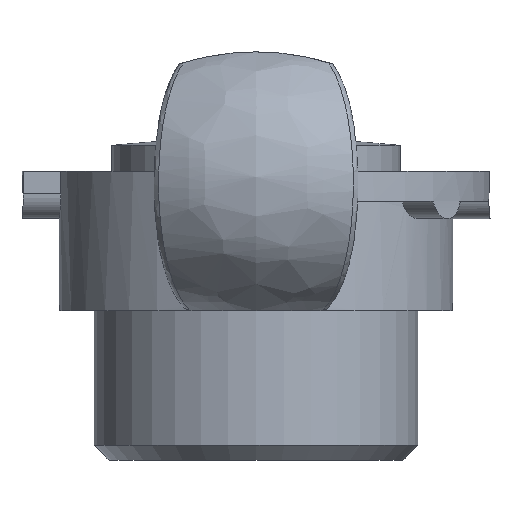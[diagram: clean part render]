
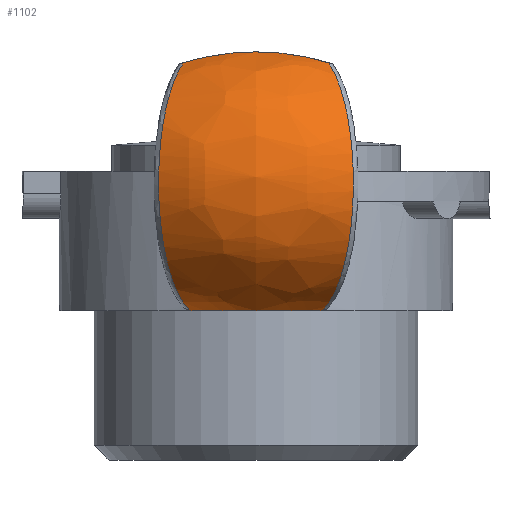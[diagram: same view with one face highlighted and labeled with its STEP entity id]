
A CAD part, left-side view. The second image highlights one B-rep face of the part: STEP entity #1102.
In plain terms, the highlighted free-form (B-spline) face has degree [2, 2] with [5, 3] control points.
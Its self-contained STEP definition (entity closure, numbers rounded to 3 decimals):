
#22=(
BOUNDED_SURFACE()
B_SPLINE_SURFACE(2,2,((#2221,#2222,#2223),(#2224,#2225,#2226),(#2227,#2228,
#2229),(#2230,#2231,#2232),(#2233,#2234,#2235)),.UNSPECIFIED.,.F.,.F.,.F.)
B_SPLINE_SURFACE_WITH_KNOTS((3,2,3),(3,3),(-1.256,0.045,
1.347),(-0.671,0.671),.UNSPECIFIED.)
GEOMETRIC_REPRESENTATION_ITEM()
RATIONAL_B_SPLINE_SURFACE(((1.,0.783,1.),(0.796,0.623,
0.796),(1.,0.783,1.),(0.796,0.623,
0.796),(1.,0.783,1.)))
REPRESENTATION_ITEM('')
SURFACE()
);
#50=B_SPLINE_CURVE_WITH_KNOTS('',3,(#2085,#2086,#2087,#2088,#2089,#2090),
 .UNSPECIFIED.,.F.,.F.,(4,2,4),(4.941,5.102,5.647),
 .UNSPECIFIED.);
#53=B_SPLINE_CURVE_WITH_KNOTS('',3,(#2122,#2123,#2124,#2125,#2126,#2127),
 .UNSPECIFIED.,.F.,.F.,(4,2,4),(5.647,6.192,6.354),
 .UNSPECIFIED.);
#57=B_SPLINE_CURVE_WITH_KNOTS('',3,(#2210,#2211,#2212,#2213,#2214,#2215,
#2216,#2217,#2218,#2219,#2220),.UNSPECIFIED.,.F.,.F.,(4,1,1,1,1,1,1,1,4),
(-3.228,-3.048,-2.932,-2.005,
-1.541,-1.077,-0.613,-0.498,
-0.259),.UNSPECIFIED.);
#58=B_SPLINE_CURVE_WITH_KNOTS('',3,(#2236,#2237,#2238,#2239,#2240,#2241,
#2242,#2243,#2244,#2245),.UNSPECIFIED.,.F.,.F.,(4,1,1,1,1,1,1,4),(-3.687,
-3.332,-2.869,-2.405,-1.941,
-1.477,-1.013,-0.717),.UNSPECIFIED.);
#138=FACE_OUTER_BOUND('',#201,.T.);
#201=EDGE_LOOP('',(#801,#802,#803,#804,#805));
#364=CIRCLE('',#1181,10.676);
#432=VERTEX_POINT('',#1630);
#433=VERTEX_POINT('',#1641);
#474=VERTEX_POINT('',#2074);
#476=VERTEX_POINT('',#2084);
#477=VERTEX_POINT('',#2106);
#547=EDGE_CURVE('',#433,#432,#364,.T.);
#599=EDGE_CURVE('',#476,#474,#50,.T.);
#602=EDGE_CURVE('',#474,#477,#53,.T.);
#606=EDGE_CURVE('',#476,#432,#57,.T.);
#607=EDGE_CURVE('',#433,#477,#58,.T.);
#801=ORIENTED_EDGE('',*,*,#547,.T.);
#802=ORIENTED_EDGE('',*,*,#606,.F.);
#803=ORIENTED_EDGE('',*,*,#599,.T.);
#804=ORIENTED_EDGE('',*,*,#602,.T.);
#805=ORIENTED_EDGE('',*,*,#607,.F.);
#1102=ADVANCED_FACE('',(#138),#22,.T.);
#1181=AXIS2_PLACEMENT_3D('',#1642,#1322,#1323);
#1322=DIRECTION('center_axis',(0.,0.,1.));
#1323=DIRECTION('ref_axis',(1.,0.,0.));
#1630=CARTESIAN_POINT('',(-19.861,-6.638,-12.838));
#1641=CARTESIAN_POINT('',(-19.861,6.638,-12.838));
#1642=CARTESIAN_POINT('Origin',(-11.5,0.,-12.838));
#2074=CARTESIAN_POINT('',(-21.,0.,13.162));
#2084=CARTESIAN_POINT('',(-21.724,-7.293,12.064));
#2085=CARTESIAN_POINT('Ctrl Pts',(-21.724,-7.293,12.064));
#2086=CARTESIAN_POINT('Ctrl Pts',(-21.705,-6.746,12.232));
#2087=CARTESIAN_POINT('Ctrl Pts',(-21.663,-6.19,12.382));
#2088=CARTESIAN_POINT('Ctrl Pts',(-21.41,-3.745,12.953));
#2089=CARTESIAN_POINT('Ctrl Pts',(-21.,-1.817,13.162));
#2090=CARTESIAN_POINT('Ctrl Pts',(-21.,0.,13.162));
#2106=CARTESIAN_POINT('',(-21.724,7.293,12.064));
#2122=CARTESIAN_POINT('Ctrl Pts',(-21.,0.,13.162));
#2123=CARTESIAN_POINT('Ctrl Pts',(-21.,1.817,13.162));
#2124=CARTESIAN_POINT('Ctrl Pts',(-21.41,3.745,12.953));
#2125=CARTESIAN_POINT('Ctrl Pts',(-21.663,6.19,12.382));
#2126=CARTESIAN_POINT('Ctrl Pts',(-21.705,6.746,12.232));
#2127=CARTESIAN_POINT('Ctrl Pts',(-21.724,7.293,12.064));
#2210=CARTESIAN_POINT('Ctrl Pts',(-21.724,-7.293,12.063));
#2211=CARTESIAN_POINT('Ctrl Pts',(-22.275,-7.485,11.781));
#2212=CARTESIAN_POINT('Ctrl Pts',(-23.151,-7.79,11.25));
#2213=CARTESIAN_POINT('Ctrl Pts',(-26.541,-8.962,8.623));
#2214=CARTESIAN_POINT('Ctrl Pts',(-29.24,-9.883,3.532));
#2215=CARTESIAN_POINT('Ctrl Pts',(-28.858,-9.753,-3.319));
#2216=CARTESIAN_POINT('Ctrl Pts',(-26.813,-9.053,-7.966));
#2217=CARTESIAN_POINT('Ctrl Pts',(-24.179,-8.147,-10.604));
#2218=CARTESIAN_POINT('Ctrl Pts',(-21.754,-7.304,-12.1));
#2219=CARTESIAN_POINT('Ctrl Pts',(-20.634,-6.912,-12.585));
#2220=CARTESIAN_POINT('Ctrl Pts',(-19.861,-6.638,-12.838));
#2221=CARTESIAN_POINT('Ctrl Pts',(-19.861,-6.638,-12.838));
#2222=CARTESIAN_POINT('Ctrl Pts',(-25.131,0.,-12.838));
#2223=CARTESIAN_POINT('Ctrl Pts',(-19.861,6.638,-12.838));
#2224=CARTESIAN_POINT('Ctrl Pts',(-27.516,-12.717,-9.659));
#2225=CARTESIAN_POINT('Ctrl Pts',(-37.613,0.,-9.659));
#2226=CARTESIAN_POINT('Ctrl Pts',(-27.516,12.717,-9.659));
#2227=CARTESIAN_POINT('Ctrl Pts',(-27.152,-12.428,0.61));
#2228=CARTESIAN_POINT('Ctrl Pts',(-37.02,0.,0.61));
#2229=CARTESIAN_POINT('Ctrl Pts',(-27.152,12.428,0.61));
#2230=CARTESIAN_POINT('Ctrl Pts',(-26.789,-12.139,10.878));
#2231=CARTESIAN_POINT('Ctrl Pts',(-36.427,0.,10.878));
#2232=CARTESIAN_POINT('Ctrl Pts',(-26.789,12.139,10.878));
#2233=CARTESIAN_POINT('Ctrl Pts',(-18.94,-5.907,13.162));
#2234=CARTESIAN_POINT('Ctrl Pts',(-23.63,0.,13.162));
#2235=CARTESIAN_POINT('Ctrl Pts',(-18.94,5.907,13.162));
#2236=CARTESIAN_POINT('Ctrl Pts',(-19.861,6.638,-12.837));
#2237=CARTESIAN_POINT('Ctrl Pts',(-21.012,7.045,-12.461));
#2238=CARTESIAN_POINT('Ctrl Pts',(-23.567,7.936,-11.215));
#2239=CARTESIAN_POINT('Ctrl Pts',(-26.814,9.053,-7.963));
#2240=CARTESIAN_POINT('Ctrl Pts',(-28.862,9.754,-3.314));
#2241=CARTESIAN_POINT('Ctrl Pts',(-29.135,9.848,1.809));
#2242=CARTESIAN_POINT('Ctrl Pts',(-27.593,9.32,6.678));
#2243=CARTESIAN_POINT('Ctrl Pts',(-24.84,8.375,10.122));
#2244=CARTESIAN_POINT('Ctrl Pts',(-22.633,7.61,11.599));
#2245=CARTESIAN_POINT('Ctrl Pts',(-21.724,7.293,12.063));
